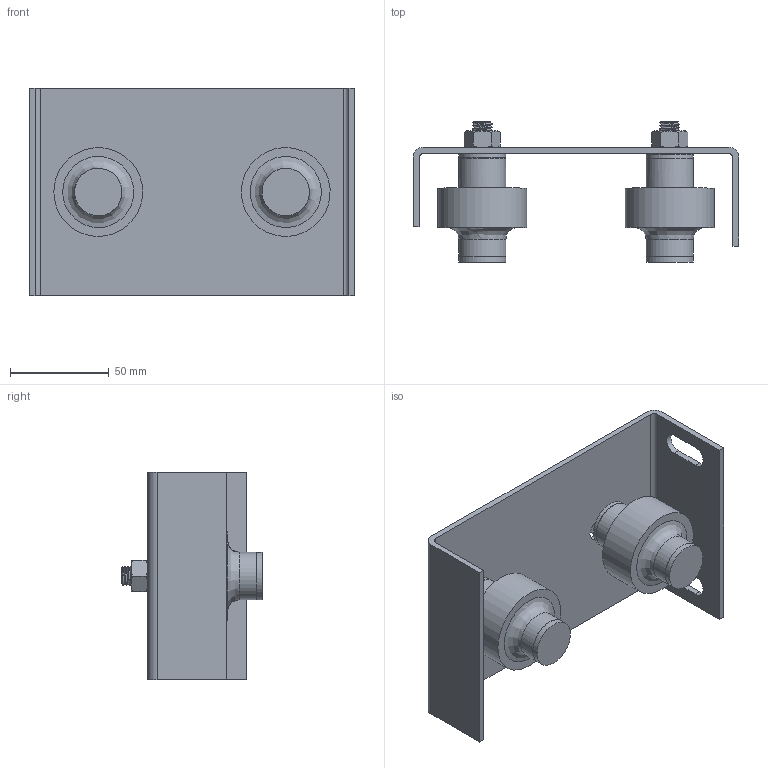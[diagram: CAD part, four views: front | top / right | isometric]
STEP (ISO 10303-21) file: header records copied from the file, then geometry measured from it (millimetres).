
FILE_DESCRIPTION((''),'2;1');
FILE_NAME('1062.stp','2007-06-29T09:28:28',('DIDIERR'),(''),'Autodesk Inventor 2008','Autodesk Inventor 2008','');
FILE_SCHEMA(('AUTOMOTIVE_DESIGN { 1 0 10303 214 1 1 1 1 }'));
Length unit declared in the file: millimetre
Products named in the file (6): 1062; 17060; 1093; 16715; 15741; NF EN 24032  (Taraudage usuel) M10
Assembly tree (9 placements, depth 2):
  1062
    17060
    1093  x2
    16715  x2
    15741  x2
    NF EN 24032  (Taraudage usuel) M10  x2
Bounding box: 165 x 71 x 105 mm (x, y, z)
Volume: 159184.6 mm3; surface area: 93494.6 mm2
Topology: 9 solids, 9 shells, 176 faces, 412 edges, 264 vertices
Faces by surface type: plane 94, cylinder 44, cone 30, bspline 8
Full cylindrical faces by diameter (mm): 11.8 x2, 12.1 x2, 16 x2, 17 x2, 24 x8, 45 x2
Entity records: 5174 total; most frequent: CARTESIAN_POINT 2621, DIRECTION 515, ORIENTED_EDGE 466, EDGE_CURVE 233, AXIS2_PLACEMENT_3D 199, VERTEX_POINT 158, EDGE_LOOP 135, VECTOR 117
